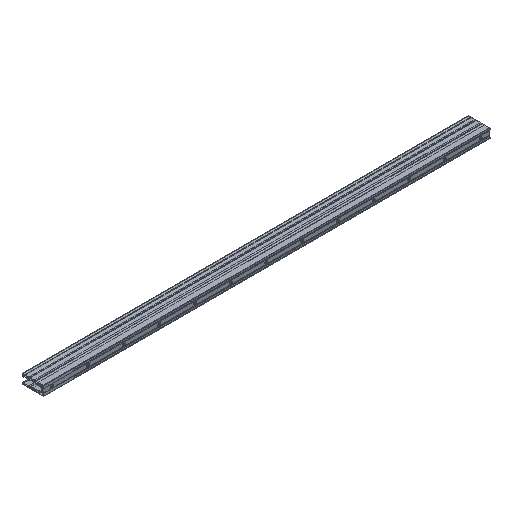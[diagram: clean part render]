
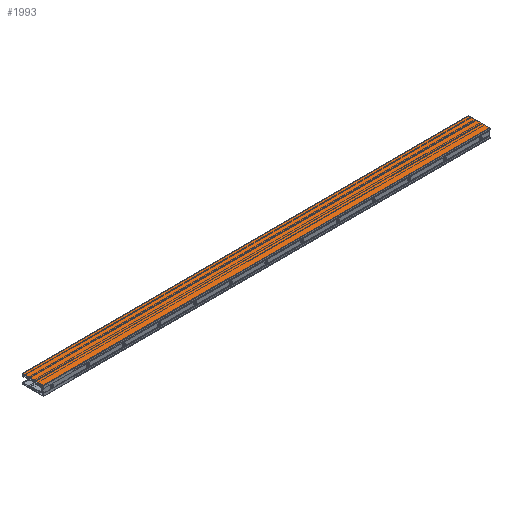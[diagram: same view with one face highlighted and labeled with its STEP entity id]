
A CAD part, isometric view. The second image highlights one B-rep face of the part: STEP entity #1993.
In plain terms, the highlighted planar face has unit normal (0, 0, 1).
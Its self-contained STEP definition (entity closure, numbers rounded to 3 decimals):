
#162 = CARTESIAN_POINT ( 'NONE',  ( 0., 1., 1. ) ) ;
#559 = CARTESIAN_POINT ( 'NONE',  ( 2500., 1., 1. ) ) ;
#619 = DIRECTION ( 'NONE',  ( 0., 0., -1. ) ) ;
#671 = ORIENTED_EDGE ( 'NONE', *, *, #3064, .F. ) ;
#1045 = VERTEX_POINT ( 'NONE', #162 ) ;
#1129 = CARTESIAN_POINT ( 'NONE',  ( 2500., 119.4, 1. ) ) ;
#1376 = AXIS2_PLACEMENT_3D ( 'NONE', #8870, #619, #6734 ) ;
#1925 = VERTEX_POINT ( 'NONE', #1129 ) ;
#1993 = ADVANCED_FACE ( 'NONE', ( #2704 ), #6867, .F. ) ;
#2050 = VECTOR ( 'NONE', #2431, 1000. ) ;
#2424 = DIRECTION ( 'NONE',  ( -1., 0., 0. ) ) ;
#2431 = DIRECTION ( 'NONE',  ( 0., -1., 0. ) ) ;
#2704 = FACE_OUTER_BOUND ( 'NONE', #8044, .T. ) ;
#2777 = VECTOR ( 'NONE', #7273, 1000. ) ;
#2835 = LINE ( 'NONE', #4139, #5829 ) ;
#2972 = EDGE_CURVE ( 'NONE', #8488, #1045, #2835, .T. ) ;
#2989 = ORIENTED_EDGE ( 'NONE', *, *, #2972, .F. ) ;
#3064 = EDGE_CURVE ( 'NONE', #1925, #8488, #8597, .T. ) ;
#3092 = EDGE_CURVE ( 'NONE', #4400, #1045, #3744, .T. ) ;
#3144 = CARTESIAN_POINT ( 'NONE',  ( 2500., 119.4, 1. ) ) ;
#3744 = LINE ( 'NONE', #5875, #2777 ) ;
#3804 = VECTOR ( 'NONE', #2424, 1000. ) ;
#4139 = CARTESIAN_POINT ( 'NONE',  ( 2500., 1., 1. ) ) ;
#4400 = VERTEX_POINT ( 'NONE', #6438 ) ;
#5144 = LINE ( 'NONE', #3144, #3804 ) ;
#5829 = VECTOR ( 'NONE', #7588, 1000. ) ;
#5875 = CARTESIAN_POINT ( 'NONE',  ( 0., 0., 1. ) ) ;
#6391 = ORIENTED_EDGE ( 'NONE', *, *, #7591, .T. ) ;
#6438 = CARTESIAN_POINT ( 'NONE',  ( 0., 119.4, 1. ) ) ;
#6554 = CARTESIAN_POINT ( 'NONE',  ( 2500., 0., 1. ) ) ;
#6734 = DIRECTION ( 'NONE',  ( 0., 1., 0. ) ) ;
#6867 = PLANE ( 'NONE',  #1376 ) ;
#6911 = ORIENTED_EDGE ( 'NONE', *, *, #3092, .T. ) ;
#7273 = DIRECTION ( 'NONE',  ( 0., -1., 0. ) ) ;
#7588 = DIRECTION ( 'NONE',  ( -1., 0., 0. ) ) ;
#7591 = EDGE_CURVE ( 'NONE', #1925, #4400, #5144, .T. ) ;
#8044 = EDGE_LOOP ( 'NONE', ( #6911, #2989, #671, #6391 ) ) ;
#8488 = VERTEX_POINT ( 'NONE', #559 ) ;
#8597 = LINE ( 'NONE', #6554, #2050 ) ;
#8870 = CARTESIAN_POINT ( 'NONE',  ( 2500., 0., 1. ) ) ;
